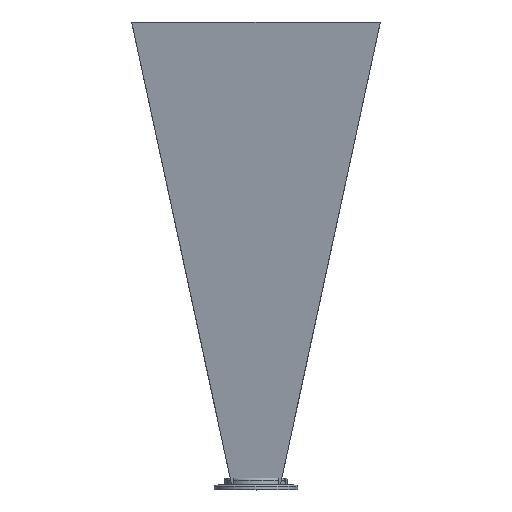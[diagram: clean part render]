
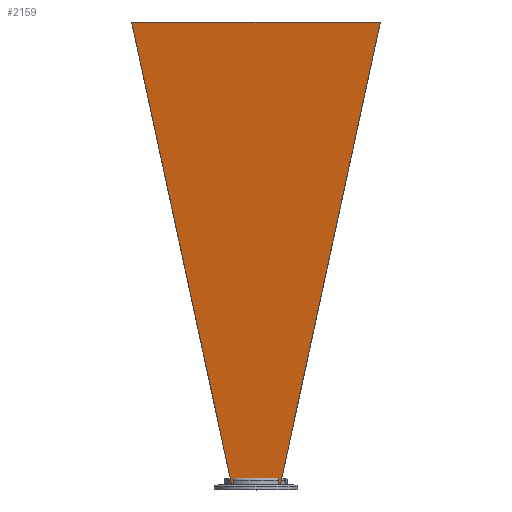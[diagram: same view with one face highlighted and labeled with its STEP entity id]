
A CAD part, top view. The second image highlights one B-rep face of the part: STEP entity #2159.
In plain terms, the highlighted planar face has unit normal (0, -0.157, 0.988).
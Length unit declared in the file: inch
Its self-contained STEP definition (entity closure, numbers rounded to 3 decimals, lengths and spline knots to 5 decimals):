
#64 = ORIENTED_EDGE ( 'NONE', *, *, #1453, .T. ) ;
#75 = CARTESIAN_POINT ( 'NONE',  ( 1.543, 0.312, 0.76534 ) ) ;
#87 = EDGE_CURVE ( 'NONE', #2460, #1034, #339, .T. ) ;
#133 = VECTOR ( 'NONE', #2470, 39.37008 ) ;
#171 = ORIENTED_EDGE ( 'NONE', *, *, #1179, .T. ) ;
#242 = VECTOR ( 'NONE', #1642, 39.37008 ) ;
#259 = ORIENTED_EDGE ( 'NONE', *, *, #1678, .T. ) ;
#276 = CARTESIAN_POINT ( 'NONE',  ( -1.4095, 0.66781, 0.82172 ) ) ;
#288 = AXIS2_PLACEMENT_3D ( 'NONE', #819, #1703, #723 ) ;
#297 = VERTEX_POINT ( 'NONE', #413 ) ;
#308 = LINE ( 'NONE', #1619, #2003 ) ;
#339 = LINE ( 'NONE', #1446, #2504 ) ;
#413 = CARTESIAN_POINT ( 'NONE',  ( 1.6377, 0.75, 0.83474 ) ) ;
#459 = FACE_OUTER_BOUND ( 'NONE', #2575, .T. ) ;
#471 = ORIENTED_EDGE ( 'NONE', *, *, #87, .T. ) ;
#510 = CARTESIAN_POINT ( 'NONE',  ( 1.4095, 0.75, 0.83474 ) ) ;
#539 = DIRECTION ( 'NONE',  ( 1., 0., 0. ) ) ;
#551 = CARTESIAN_POINT ( 'NONE',  ( -1.4095, 0.312, 0.76534 ) ) ;
#656 = LINE ( 'NONE', #802, #133 ) ;
#714 = VERTEX_POINT ( 'NONE', #1282 ) ;
#723 = DIRECTION ( 'NONE',  ( 0., 0.988, 0.157 ) ) ;
#781 = CARTESIAN_POINT ( 'NONE',  ( 1.4095, 0.312, 0.76534 ) ) ;
#794 = EDGE_CURVE ( 'NONE', #1485, #297, #2274, .T. ) ;
#802 = CARTESIAN_POINT ( 'NONE',  ( -3.35384, 0.75, 0.83474 ) ) ;
#819 = CARTESIAN_POINT ( 'NONE',  ( 34.97913, 29.73526, 5.428 ) ) ;
#850 = EDGE_CURVE ( 'NONE', #714, #1980, #2786, .T. ) ;
#882 = CARTESIAN_POINT ( 'NONE',  ( -9.08567, 35.19672, 6.29347 ) ) ;
#966 = CARTESIAN_POINT ( 'NONE',  ( -1.52822, 0.24366, 0.75451 ) ) ;
#983 = LINE ( 'NONE', #551, #2032 ) ;
#1034 = VERTEX_POINT ( 'NONE', #781 ) ;
#1066 = VECTOR ( 'NONE', #2396, 39.37008 ) ;
#1079 = VERTEX_POINT ( 'NONE', #2499 ) ;
#1131 = ORIENTED_EDGE ( 'NONE', *, *, #2818, .T. ) ;
#1137 = CARTESIAN_POINT ( 'NONE',  ( -7.90481, 29.73526, 5.428 ) ) ;
#1151 = ORIENTED_EDGE ( 'NONE', *, *, #850, .T. ) ;
#1153 = VECTOR ( 'NONE', #2793, 39.37008 ) ;
#1179 = EDGE_CURVE ( 'NONE', #2112, #2460, #656, .T. ) ;
#1282 = CARTESIAN_POINT ( 'NONE',  ( -1.6377, 0.75, 0.83474 ) ) ;
#1357 = VERTEX_POINT ( 'NONE', #2526 ) ;
#1446 = CARTESIAN_POINT ( 'NONE',  ( 1.4095, 0.66781, 0.82172 ) ) ;
#1453 = EDGE_CURVE ( 'NONE', #1357, #2112, #2022, .T. ) ;
#1485 = VERTEX_POINT ( 'NONE', #75 ) ;
#1571 = CARTESIAN_POINT ( 'NONE',  ( -1.543, 0.312, 0.76534 ) ) ;
#1572 = DIRECTION ( 'NONE',  ( 0.209, -0.966, -0.153 ) ) ;
#1619 = CARTESIAN_POINT ( 'NONE',  ( 34.97913, 29.73526, 5.428 ) ) ;
#1621 = VECTOR ( 'NONE', #1572, 39.37008 ) ;
#1642 = DIRECTION ( 'NONE',  ( -0.209, -0.966, -0.153 ) ) ;
#1678 = EDGE_CURVE ( 'NONE', #1079, #2726, #308, .T. ) ;
#1703 = DIRECTION ( 'NONE',  ( 0., 0.157, -0.988 ) ) ;
#1975 = DIRECTION ( 'NONE',  ( 0., 0.988, 0.157 ) ) ;
#1980 = VERTEX_POINT ( 'NONE', #1571 ) ;
#2003 = VECTOR ( 'NONE', #2301, 39.37008 ) ;
#2022 = LINE ( 'NONE', #276, #2138 ) ;
#2032 = VECTOR ( 'NONE', #539, 39.37008 ) ;
#2084 = CARTESIAN_POINT ( 'NONE',  ( 1.4095, 0.312, 0.76534 ) ) ;
#2112 = VERTEX_POINT ( 'NONE', #2864 ) ;
#2138 = VECTOR ( 'NONE', #1975, 39.37008 ) ;
#2139 = ORIENTED_EDGE ( 'NONE', *, *, #2351, .F. ) ;
#2159 = ADVANCED_FACE ( 'NONE', ( #459 ), #2637, .F. ) ;
#2256 = LINE ( 'NONE', #882, #1621 ) ;
#2274 = LINE ( 'NONE', #2626, #1066 ) ;
#2301 = DIRECTION ( 'NONE',  ( -1., 0., 0. ) ) ;
#2351 = EDGE_CURVE ( 'NONE', #1079, #297, #2819, .T. ) ;
#2396 = DIRECTION ( 'NONE',  ( 0.209, 0.966, 0.153 ) ) ;
#2460 = VERTEX_POINT ( 'NONE', #510 ) ;
#2470 = DIRECTION ( 'NONE',  ( 1., 0., 0. ) ) ;
#2499 = CARTESIAN_POINT ( 'NONE',  ( 7.90481, 29.73526, 5.428 ) ) ;
#2504 = VECTOR ( 'NONE', #2652, 39.37008 ) ;
#2526 = CARTESIAN_POINT ( 'NONE',  ( -1.4095, 0.312, 0.76534 ) ) ;
#2539 = LINE ( 'NONE', #2084, #1153 ) ;
#2543 = CARTESIAN_POINT ( 'NONE',  ( 9.08567, 35.19672, 6.29347 ) ) ;
#2571 = EDGE_CURVE ( 'NONE', #1980, #1357, #983, .T. ) ;
#2575 = EDGE_LOOP ( 'NONE', ( #259, #1131, #1151, #2988, #64, #171, #471, #2979, #2821, #2139 ) ) ;
#2626 = CARTESIAN_POINT ( 'NONE',  ( 1.52822, 0.24366, 0.75451 ) ) ;
#2637 = PLANE ( 'NONE',  #288 ) ;
#2652 = DIRECTION ( 'NONE',  ( 0., -0.988, -0.157 ) ) ;
#2726 = VERTEX_POINT ( 'NONE', #1137 ) ;
#2786 = LINE ( 'NONE', #966, #2877 ) ;
#2793 = DIRECTION ( 'NONE',  ( 1., 0., 0. ) ) ;
#2818 = EDGE_CURVE ( 'NONE', #2726, #714, #2256, .T. ) ;
#2819 = LINE ( 'NONE', #2543, #242 ) ;
#2821 = ORIENTED_EDGE ( 'NONE', *, *, #794, .T. ) ;
#2847 = DIRECTION ( 'NONE',  ( 0.209, -0.966, -0.153 ) ) ;
#2864 = CARTESIAN_POINT ( 'NONE',  ( -1.4095, 0.75, 0.83474 ) ) ;
#2872 = EDGE_CURVE ( 'NONE', #1034, #1485, #2539, .T. ) ;
#2877 = VECTOR ( 'NONE', #2847, 39.37008 ) ;
#2979 = ORIENTED_EDGE ( 'NONE', *, *, #2872, .T. ) ;
#2988 = ORIENTED_EDGE ( 'NONE', *, *, #2571, .T. ) ;
